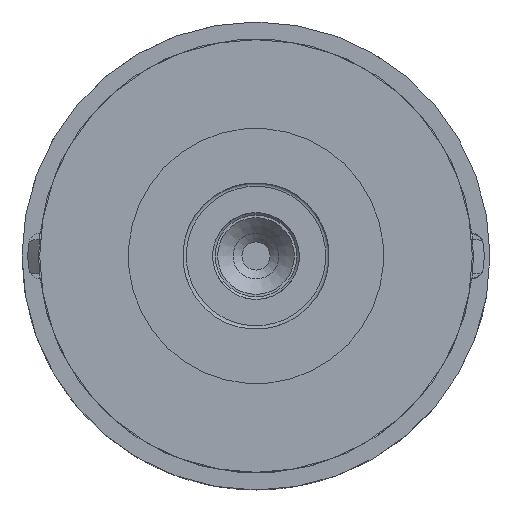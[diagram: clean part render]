
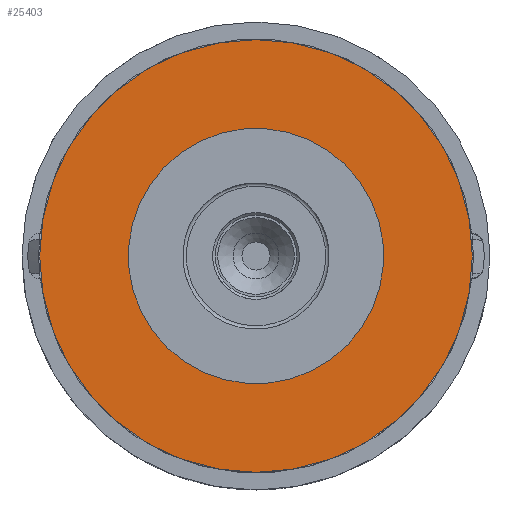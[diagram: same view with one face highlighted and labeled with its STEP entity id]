
A CAD part, front view. The second image highlights one B-rep face of the part: STEP entity #25403.
In plain terms, the highlighted planar face has unit normal (0, -1, 0).
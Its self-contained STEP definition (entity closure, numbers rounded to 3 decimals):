
#25148=CARTESIAN_POINT('',(36.555,86.568,-52.253));
#25149=VERTEX_POINT('',#25148);
#25150=CARTESIAN_POINT('',(36.555,86.568,-26.828));
#25151=DIRECTION('',(0.0,1.0,0.0));
#25152=DIRECTION('',(0.0,0.0,-1.0));
#25153=AXIS2_PLACEMENT_3D('',#25150,#25151,#25152);
#25154=CIRCLE('',#25153,25.425);
#25155=EDGE_CURVE('',#25149,#25149,#25154,.T.);
#25369=CARTESIAN_POINT('',(36.555,86.568,-33.228));
#25370=VERTEX_POINT('',#25369);
#25371=CARTESIAN_POINT('',(36.555,86.568,-26.828));
#25372=DIRECTION('',(0.0,1.0,0.0));
#25373=DIRECTION('',(0.0,0.0,-1.0));
#25374=AXIS2_PLACEMENT_3D('',#25371,#25372,#25373);
#25375=CIRCLE('',#25374,6.4);
#25376=EDGE_CURVE('',#25370,#25370,#25375,.T.);
#25392=CARTESIAN_POINT('',(36.555,86.568,-42.74));
#25393=DIRECTION('',(0.0,-1.0,0.0));
#25394=DIRECTION('',(1.0,0.0,0.0));
#25395=AXIS2_PLACEMENT_3D('',#25392,#25393,#25394);
#25396=PLANE('',#25395);
#25397=ORIENTED_EDGE('',*,*,#25155,.F.);
#25398=EDGE_LOOP('',(#25397));
#25399=FACE_OUTER_BOUND('',#25398,.T.);
#25400=ORIENTED_EDGE('',*,*,#25376,.T.);
#25401=EDGE_LOOP('',(#25400));
#25402=FACE_BOUND('',#25401,.T.);
#25403=ADVANCED_FACE('',(#25399,#25402),#25396,.T.);
